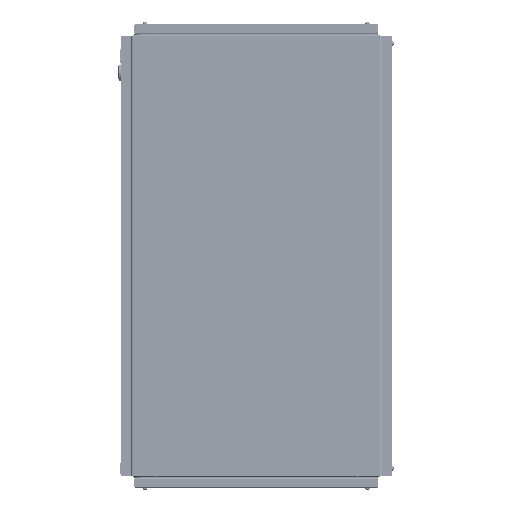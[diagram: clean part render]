
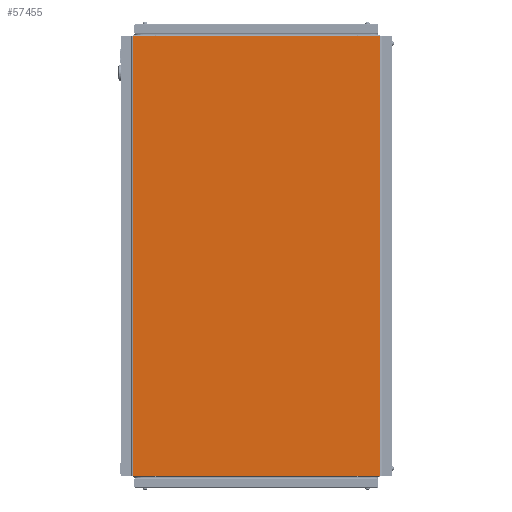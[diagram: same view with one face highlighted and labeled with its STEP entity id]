
A CAD part, front view. The second image highlights one B-rep face of the part: STEP entity #57455.
In plain terms, the highlighted planar face has unit normal (0, -1, 0).
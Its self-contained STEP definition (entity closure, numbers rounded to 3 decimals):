
#2511 = VECTOR ( 'NONE', #56298, 1000. ) ;
#2746 = CARTESIAN_POINT ( 'NONE',  ( 469.2, -20., 0. ) ) ;
#2860 = VECTOR ( 'NONE', #28595, 1000. ) ;
#3442 = ORIENTED_EDGE ( 'NONE', *, *, #4321, .F. ) ;
#3585 = CARTESIAN_POINT ( 'NONE',  ( 19.8, -20., 799. ) ) ;
#4133 = LINE ( 'NONE', #13979, #2860 ) ;
#4321 = EDGE_CURVE ( 'NONE', #26680, #37920, #60546, .T. ) ;
#9883 = CARTESIAN_POINT ( 'NONE',  ( 469.2, -20., 799. ) ) ;
#12106 = CARTESIAN_POINT ( 'NONE',  ( 19.8, -20., 0. ) ) ;
#13979 = CARTESIAN_POINT ( 'NONE',  ( 20.8, -20., 799. ) ) ;
#14411 = PLANE ( 'NONE',  #39250 ) ;
#14414 = VECTOR ( 'NONE', #14987, 1000. ) ;
#14987 = DIRECTION ( 'NONE',  ( 0., 0., -1. ) ) ;
#15682 = ORIENTED_EDGE ( 'NONE', *, *, #35990, .T. ) ;
#16849 = EDGE_LOOP ( 'NONE', ( #54775, #62133, #3442, #15682 ) ) ;
#18491 = LINE ( 'NONE', #9883, #14414 ) ;
#21430 = VERTEX_POINT ( 'NONE', #29766 ) ;
#21836 = CARTESIAN_POINT ( 'NONE',  ( 469.2, -20., 799. ) ) ;
#22988 = DIRECTION ( 'NONE',  ( 1., 0., 0. ) ) ;
#26680 = VERTEX_POINT ( 'NONE', #37315 ) ;
#27469 = DIRECTION ( 'NONE',  ( 0., 1., 0. ) ) ;
#28595 = DIRECTION ( 'NONE',  ( 0., 0., -1. ) ) ;
#29766 = CARTESIAN_POINT ( 'NONE',  ( 20.8, -20., 0. ) ) ;
#30866 = EDGE_CURVE ( 'NONE', #21430, #40959, #55689, .T. ) ;
#33793 = CARTESIAN_POINT ( 'NONE',  ( 19.8, -20., 799. ) ) ;
#35990 = EDGE_CURVE ( 'NONE', #26680, #21430, #4133, .T. ) ;
#37315 = CARTESIAN_POINT ( 'NONE',  ( 20.8, -20., 799. ) ) ;
#37920 = VERTEX_POINT ( 'NONE', #21836 ) ;
#39250 = AXIS2_PLACEMENT_3D ( 'NONE', #33793, #27469, #46863 ) ;
#40959 = VERTEX_POINT ( 'NONE', #2746 ) ;
#46863 = DIRECTION ( 'NONE',  ( -1., 0., 0. ) ) ;
#51962 = FACE_OUTER_BOUND ( 'NONE', #16849, .T. ) ;
#53259 = EDGE_CURVE ( 'NONE', #37920, #40959, #18491, .T. ) ;
#54347 = VECTOR ( 'NONE', #22988, 1000. ) ;
#54775 = ORIENTED_EDGE ( 'NONE', *, *, #30866, .T. ) ;
#55689 = LINE ( 'NONE', #12106, #2511 ) ;
#56298 = DIRECTION ( 'NONE',  ( 1., 0., 0. ) ) ;
#57455 = ADVANCED_FACE ( 'NONE', ( #51962 ), #14411, .F. ) ;
#60546 = LINE ( 'NONE', #3585, #54347 ) ;
#62133 = ORIENTED_EDGE ( 'NONE', *, *, #53259, .F. ) ;
